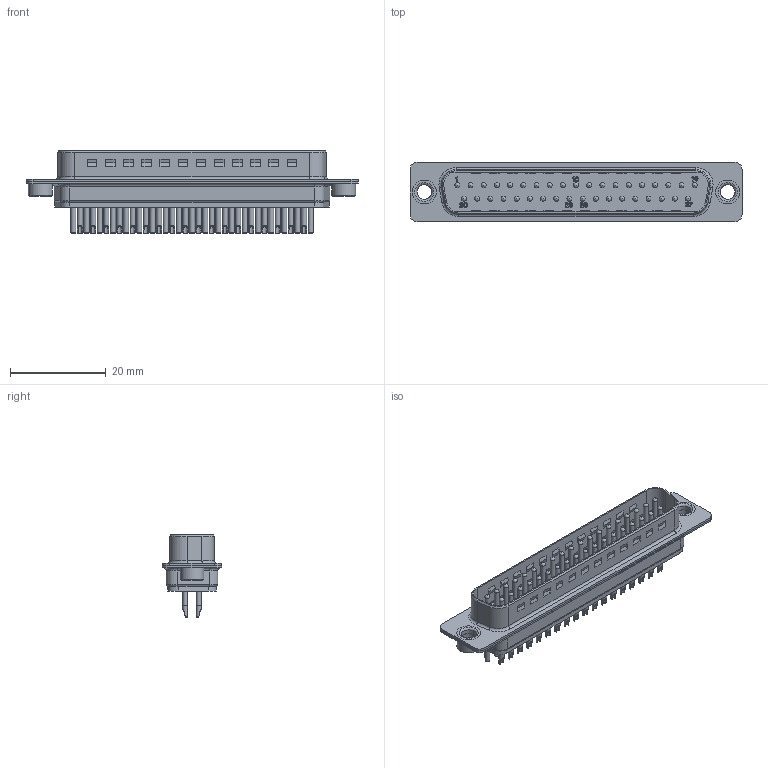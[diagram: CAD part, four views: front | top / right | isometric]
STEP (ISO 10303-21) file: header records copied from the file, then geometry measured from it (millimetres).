
FILE_DESCRIPTION(/* description */ ('Unknown'),/* implementation_level */ '2;1');
FILE_NAME(/* name */ '216113023',/* time_stamp */ '2019-04-12T17:21:25+08:00',/* author */ ('Unknown'),/* organization */ ('Unknown'),/* preprocessor_version */ 'ST-DEVELOPER v16.7',/* originating_system */ 'DEX',/* authorisation */ $);
FILE_SCHEMA (('AUTOMOTIVE_DESIGN {1 0 10303 214 3 1 1}'));
Length unit declared in the file: millimetre
Products named in the file (7): 216113023; N00638_BG; R+B00100_BG; R+B00157_BG; N00745_BG; R+B00155_BG; R+B00108_male_BG
Assembly tree (43 placements, depth 2):
  216113023
    N00638_BG
    R+B00100_BG  x37
    R+B00157_BG
    N00745_BG
    R+B00155_BG
    R+B00108_male_BG  x2
Bounding box: 69.5 x 12.4 x 17.3 mm (x, y, z)
Volume: 3043.2 mm3; surface area: 9963.3 mm2
Topology: 43 solids, 43 shells, 6263 faces, 15483 edges, 9455 vertices
Faces by surface type: plane 5445, cylinder 489, cone 193, bspline 77, sphere 37, torus 22
Full cylindrical faces by diameter (mm): 0.242 x2, 0.281 x2, 0.8 x37, 1 x37, 1.02 x37, 1.1 x37, 1.2 x37, 1.28 x37, 1.8 x37, 2 x37, 2.03 x74, 3 x2, 3.2 x2, 4 x2, 4.06 x4, 5 x6
Entity records: 37536 total; most frequent: CARTESIAN_POINT 12321, ORIENTED_EDGE 4812, DIRECTION 4623, EDGE_CURVE 2406, VERTEX_POINT 1654, AXIS2_PLACEMENT_3D 1584, FACE_BOUND 1458, EDGE_LOOP 1457
